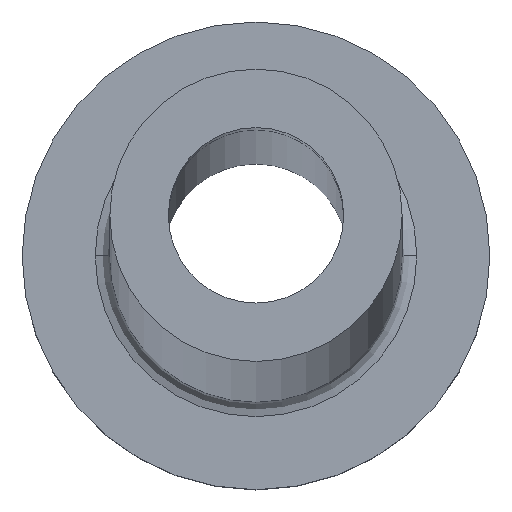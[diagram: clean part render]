
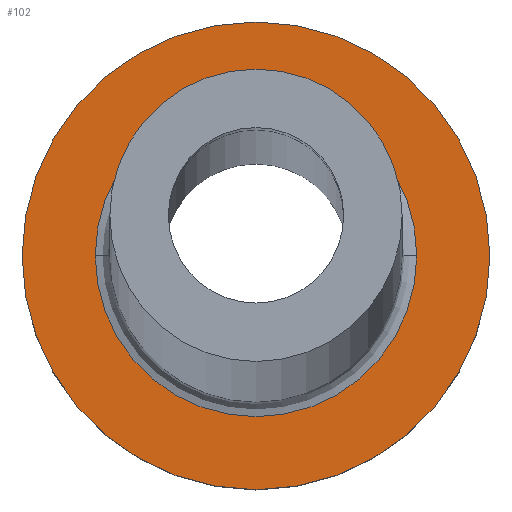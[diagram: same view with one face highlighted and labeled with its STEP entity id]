
A CAD part, top view. The second image highlights one B-rep face of the part: STEP entity #102.
In plain terms, the highlighted planar face has unit normal (0, 0, 1).
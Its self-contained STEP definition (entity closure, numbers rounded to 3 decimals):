
#11 = ORIENTED_EDGE ( 'NONE', *, *, #351, .T. ) ;
#16 = CIRCLE ( 'NONE', #179, 5.5 ) ;
#25 = AXIS2_PLACEMENT_3D ( 'NONE', #153, #287, #110 ) ;
#38 = DIRECTION ( 'NONE',  ( 1., 0., 0. ) ) ;
#53 = DIRECTION ( 'NONE',  ( 0., 0., -1. ) ) ;
#56 = CARTESIAN_POINT ( 'NONE',  ( 8., 0., 5. ) ) ;
#59 = DIRECTION ( 'NONE',  ( 1., 0., 0. ) ) ;
#65 = AXIS2_PLACEMENT_3D ( 'NONE', #290, #226, #59 ) ;
#83 = CARTESIAN_POINT ( 'NONE',  ( 0., 0., 5. ) ) ;
#101 = CARTESIAN_POINT ( 'NONE',  ( -5.5, 0., 5. ) ) ;
#102 = ADVANCED_FACE ( 'NONE', ( #156, #399 ), #293, .T. ) ;
#110 = DIRECTION ( 'NONE',  ( 1., 0., 0. ) ) ;
#119 = EDGE_LOOP ( 'NONE', ( #342, #11 ) ) ;
#120 = CARTESIAN_POINT ( 'NONE',  ( 5.5, 0., 5. ) ) ;
#134 = ORIENTED_EDGE ( 'NONE', *, *, #430, .T. ) ;
#149 = DIRECTION ( 'NONE',  ( 0., 0., -1. ) ) ;
#153 = CARTESIAN_POINT ( 'NONE',  ( 0., 0., 5. ) ) ;
#156 = FACE_BOUND ( 'NONE', #119, .T. ) ;
#162 = CARTESIAN_POINT ( 'NONE',  ( -8., 0., 5. ) ) ;
#170 = EDGE_LOOP ( 'NONE', ( #240, #134 ) ) ;
#178 = EDGE_CURVE ( 'NONE', #194, #386, #347, .T. ) ;
#179 = AXIS2_PLACEMENT_3D ( 'NONE', #212, #149, #38 ) ;
#194 = VERTEX_POINT ( 'NONE', #120 ) ;
#197 = VERTEX_POINT ( 'NONE', #56 ) ;
#212 = CARTESIAN_POINT ( 'NONE',  ( 0., 0., 5. ) ) ;
#213 = CARTESIAN_POINT ( 'NONE',  ( 0., 0., 5. ) ) ;
#221 = VERTEX_POINT ( 'NONE', #162 ) ;
#226 = DIRECTION ( 'NONE',  ( 0., 0., 1. ) ) ;
#240 = ORIENTED_EDGE ( 'NONE', *, *, #241, .T. ) ;
#241 = EDGE_CURVE ( 'NONE', #221, #197, #308, .T. ) ;
#260 = AXIS2_PLACEMENT_3D ( 'NONE', #213, #443, #359 ) ;
#269 = AXIS2_PLACEMENT_3D ( 'NONE', #83, #53, #381 ) ;
#287 = DIRECTION ( 'NONE',  ( 0., 0., 1. ) ) ;
#290 = CARTESIAN_POINT ( 'NONE',  ( 0., 0., 5. ) ) ;
#293 = PLANE ( 'NONE',  #260 ) ;
#308 = CIRCLE ( 'NONE', #65, 8. ) ;
#342 = ORIENTED_EDGE ( 'NONE', *, *, #178, .T. ) ;
#347 = CIRCLE ( 'NONE', #269, 5.5 ) ;
#351 = EDGE_CURVE ( 'NONE', #386, #194, #16, .T. ) ;
#359 = DIRECTION ( 'NONE',  ( 1., 0., 0. ) ) ;
#381 = DIRECTION ( 'NONE',  ( 1., 0., 0. ) ) ;
#386 = VERTEX_POINT ( 'NONE', #101 ) ;
#399 = FACE_OUTER_BOUND ( 'NONE', #170, .T. ) ;
#428 = CIRCLE ( 'NONE', #25, 8. ) ;
#430 = EDGE_CURVE ( 'NONE', #197, #221, #428, .T. ) ;
#443 = DIRECTION ( 'NONE',  ( 0., 0., 1. ) ) ;
